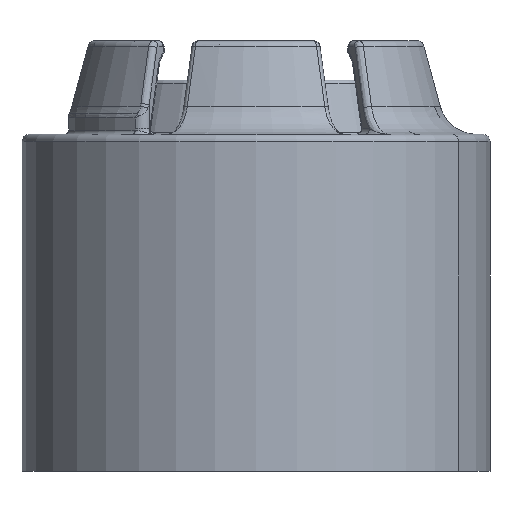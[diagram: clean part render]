
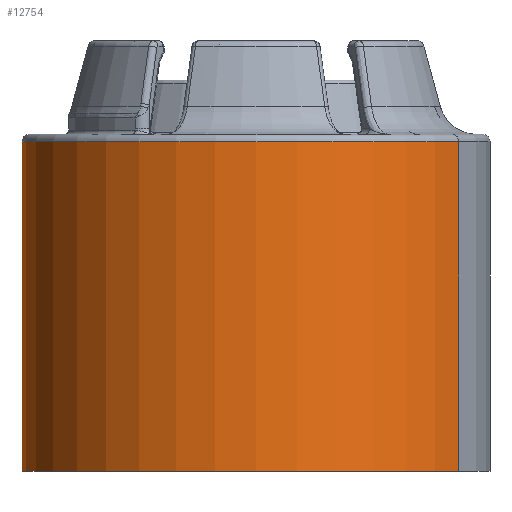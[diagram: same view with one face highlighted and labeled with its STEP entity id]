
A CAD part, left-side view. The second image highlights one B-rep face of the part: STEP entity #12754.
In plain terms, the highlighted cylindrical face has radius 12.5 mm (diameter 25 mm), a partial arc.
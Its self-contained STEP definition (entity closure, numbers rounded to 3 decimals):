
#227 = CARTESIAN_POINT ( 'NONE',  ( 6.25, 10.825, 0. ) ) ;
#672 = ORIENTED_EDGE ( 'NONE', *, *, #824, .T. ) ;
#824 = EDGE_CURVE ( 'NONE', #874, #8636, #7778, .T. ) ;
#874 = VERTEX_POINT ( 'NONE', #5093 ) ;
#894 = VECTOR ( 'NONE', #10206, 1000. ) ;
#902 = DIRECTION ( 'NONE',  ( 0., 0., 1. ) ) ;
#1512 = AXIS2_PLACEMENT_3D ( 'NONE', #5214, #7100, #6843 ) ;
#3857 = ORIENTED_EDGE ( 'NONE', *, *, #20918, .T. ) ;
#4178 = EDGE_CURVE ( 'NONE', #8636, #12878, #18152, .T. ) ;
#5093 = CARTESIAN_POINT ( 'NONE',  ( -6.25, -10.825, -84.086 ) ) ;
#5116 = CARTESIAN_POINT ( 'NONE',  ( 6.25, 10.825, -66.486 ) ) ;
#5214 = CARTESIAN_POINT ( 'NONE',  ( 0., 0., -66.486 ) ) ;
#5266 = CIRCLE ( 'NONE', #14663, 12.5 ) ;
#6128 = CARTESIAN_POINT ( 'NONE',  ( 0., 0., 0. ) ) ;
#6439 = EDGE_CURVE ( 'NONE', #7739, #12878, #7342, .T. ) ;
#6730 = CARTESIAN_POINT ( 'NONE',  ( -6.25, -10.825, 0. ) ) ;
#6843 = DIRECTION ( 'NONE',  ( 0.5, 0.866, 0. ) ) ;
#7100 = DIRECTION ( 'NONE',  ( 0., 0., -1. ) ) ;
#7342 = LINE ( 'NONE', #227, #894 ) ;
#7739 = VERTEX_POINT ( 'NONE', #7783 ) ;
#7778 = LINE ( 'NONE', #6730, #9357 ) ;
#7783 = CARTESIAN_POINT ( 'NONE',  ( 6.25, 10.825, -84.086 ) ) ;
#8636 = VERTEX_POINT ( 'NONE', #9191 ) ;
#9191 = CARTESIAN_POINT ( 'NONE',  ( -6.25, -10.825, -66.486 ) ) ;
#9357 = VECTOR ( 'NONE', #902, 1000. ) ;
#9477 = AXIS2_PLACEMENT_3D ( 'NONE', #6128, #15909, #23965 ) ;
#9795 = ORIENTED_EDGE ( 'NONE', *, *, #4178, .T. ) ;
#10206 = DIRECTION ( 'NONE',  ( 0., 0., 1. ) ) ;
#12754 = ADVANCED_FACE ( 'NONE', ( #21103 ), #21418, .T. ) ;
#12878 = VERTEX_POINT ( 'NONE', #5116 ) ;
#14663 = AXIS2_PLACEMENT_3D ( 'NONE', #25327, #23628, #17551 ) ;
#15909 = DIRECTION ( 'NONE',  ( 0., 0., 1. ) ) ;
#17551 = DIRECTION ( 'NONE',  ( -0.5, -0.866, 0. ) ) ;
#18152 = CIRCLE ( 'NONE', #1512, 12.5 ) ;
#19377 = EDGE_LOOP ( 'NONE', ( #21754, #3857, #672, #9795 ) ) ;
#20918 = EDGE_CURVE ( 'NONE', #7739, #874, #5266, .T. ) ;
#21103 = FACE_OUTER_BOUND ( 'NONE', #19377, .T. ) ;
#21418 = CYLINDRICAL_SURFACE ( 'NONE', #9477, 12.5 ) ;
#21754 = ORIENTED_EDGE ( 'NONE', *, *, #6439, .F. ) ;
#23628 = DIRECTION ( 'NONE',  ( 0., 0., 1. ) ) ;
#23965 = DIRECTION ( 'NONE',  ( -0.5, -0.866, 0. ) ) ;
#25327 = CARTESIAN_POINT ( 'NONE',  ( 0., 0., -84.086 ) ) ;
